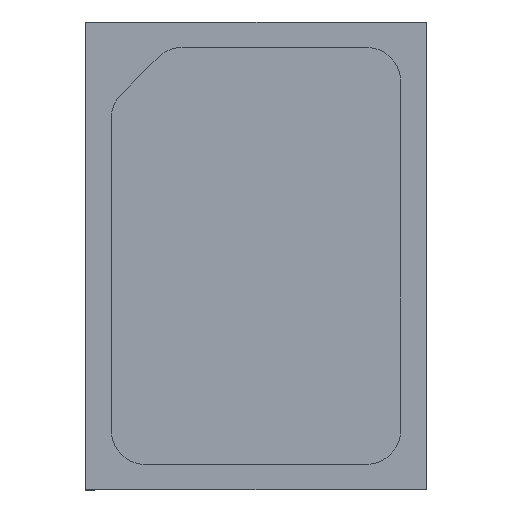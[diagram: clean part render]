
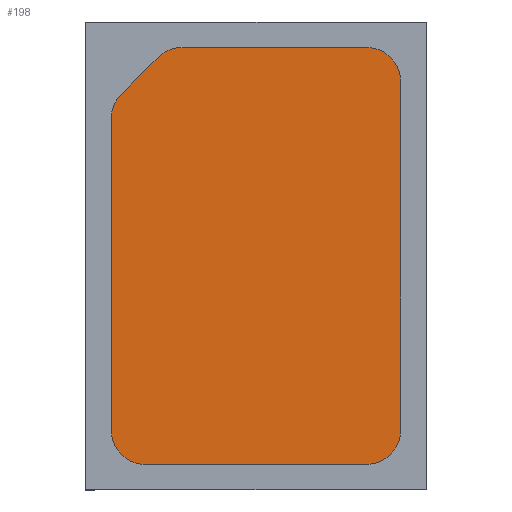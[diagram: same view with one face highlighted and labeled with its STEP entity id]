
A CAD part, top view. The second image highlights one B-rep face of the part: STEP entity #198.
In plain terms, the highlighted planar face has unit normal (0, 0, 1).
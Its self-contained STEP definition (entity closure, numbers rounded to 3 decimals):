
#10 = CARTESIAN_POINT ( 'NONE',  ( -0.85, 0., 0. ) ) ;
#25 = ORIENTED_EDGE ( 'NONE', *, *, #1048, .T. ) ;
#64 = DIRECTION ( 'NONE',  ( 1., 0., 0. ) ) ;
#73 = LINE ( 'NONE', #714, #240 ) ;
#85 = CARTESIAN_POINT ( 'NONE',  ( -0.85, 0.809, 0. ) ) ;
#106 = CARTESIAN_POINT ( 'NONE',  ( -0.791, 0.951, 0. ) ) ;
#129 = CARTESIAN_POINT ( 'NONE',  ( -0.434, 1.225, 0. ) ) ;
#176 = B_SPLINE_CURVE_WITH_KNOTS ( 'NONE', 3,
 ( #106, #429, #355, #493 ),
 .UNSPECIFIED., .F., .F.,
 ( 4, 4 ),
 ( 0., 1. ),
 .UNSPECIFIED. ) ;
#191 = VERTEX_POINT ( 'NONE', #468 ) ;
#198 = ADVANCED_FACE ( 'NONE', ( #392 ), #555, .T. ) ;
#208 = CARTESIAN_POINT ( 'NONE',  ( -0.65, -1.225, 0. ) ) ;
#212 = VECTOR ( 'NONE', #585, 1000. ) ;
#215 = EDGE_CURVE ( 'NONE', #1000, #1032, #1064, .T. ) ;
#217 = CARTESIAN_POINT ( 'NONE',  ( 0.85, 1.025, 0. ) ) ;
#218 = CARTESIAN_POINT ( 'NONE',  ( -0.65, -1.225, 0. ) ) ;
#229 = CARTESIAN_POINT ( 'NONE',  ( 0., -1.225, 0. ) ) ;
#231 = VERTEX_POINT ( 'NONE', #977 ) ;
#240 = VECTOR ( 'NONE', #471, 1000. ) ;
#264 = DIRECTION ( 'NONE',  ( -1., 0., 0. ) ) ;
#265 = VERTEX_POINT ( 'NONE', #742 ) ;
#268 = ORIENTED_EDGE ( 'NONE', *, *, #393, .T. ) ;
#297 = VECTOR ( 'NONE', #1007, 1000. ) ;
#301 = CARTESIAN_POINT ( 'NONE',  ( -0.537, 1.205, 0. ) ) ;
#337 = CARTESIAN_POINT ( 'NONE',  ( -0.791, 0.951, 0. ) ) ;
#340 = VERTEX_POINT ( 'NONE', #847 ) ;
#345 = EDGE_CURVE ( 'NONE', #379, #925, #176, .T. ) ;
#355 = CARTESIAN_POINT ( 'NONE',  ( -0.85, 0.864, 0. ) ) ;
#369 = ORIENTED_EDGE ( 'NONE', *, *, #750, .T. ) ;
#372 = CARTESIAN_POINT ( 'NONE',  ( 0.65, -1.225, 0. ) ) ;
#379 = VERTEX_POINT ( 'NONE', #337 ) ;
#388 = CARTESIAN_POINT ( 'NONE',  ( 0.83, -1.128, 0. ) ) ;
#391 = CARTESIAN_POINT ( 'NONE',  ( -0.706, -1.225, 0. ) ) ;
#392 = FACE_OUTER_BOUND ( 'NONE', #1057, .T. ) ;
#393 = EDGE_CURVE ( 'NONE', #265, #660, #779, .T. ) ;
#413 = VECTOR ( 'NONE', #560, 1000. ) ;
#429 = CARTESIAN_POINT ( 'NONE',  ( -0.83, 0.912, 0. ) ) ;
#430 = AXIS2_PLACEMENT_3D ( 'NONE', #804, #893, #64 ) ;
#454 = ORIENTED_EDGE ( 'NONE', *, *, #215, .T. ) ;
#461 = CARTESIAN_POINT ( 'NONE',  ( 0.705, -1.225, 0. ) ) ;
#466 = CARTESIAN_POINT ( 'NONE',  ( 0.753, 1.205, 0. ) ) ;
#468 = CARTESIAN_POINT ( 'NONE',  ( -0.434, 1.225, 0. ) ) ;
#471 = DIRECTION ( 'NONE',  ( -0.707, -0.707, 0. ) ) ;
#481 = CARTESIAN_POINT ( 'NONE',  ( 0.83, 1.127, 0. ) ) ;
#493 = CARTESIAN_POINT ( 'NONE',  ( -0.85, 0.809, 0. ) ) ;
#502 = CARTESIAN_POINT ( 'NONE',  ( 0.85, 1.025, 0. ) ) ;
#506 = ORIENTED_EDGE ( 'NONE', *, *, #345, .T. ) ;
#549 = CARTESIAN_POINT ( 'NONE',  ( 0.752, -1.205, 0. ) ) ;
#555 = PLANE ( 'NONE',  #430 ) ;
#560 = DIRECTION ( 'NONE',  ( 1., 0., 0. ) ) ;
#561 = EDGE_CURVE ( 'NONE', #231, #379, #73, .T. ) ;
#572 = B_SPLINE_CURVE_WITH_KNOTS ( 'NONE', 3,
 ( #129, #960, #301, #1023 ),
 .UNSPECIFIED., .F., .F.,
 ( 4, 4 ),
 ( 0., 1. ),
 .UNSPECIFIED. ) ;
#585 = DIRECTION ( 'NONE',  ( 0., -1., 0. ) ) ;
#598 = ORIENTED_EDGE ( 'NONE', *, *, #1008, .T. ) ;
#602 = CARTESIAN_POINT ( 'NONE',  ( 0.85, 0., 0. ) ) ;
#623 = CARTESIAN_POINT ( 'NONE',  ( -0.85, -1.08, 0. ) ) ;
#629 = EDGE_CURVE ( 'NONE', #660, #806, #892, .T. ) ;
#632 = CARTESIAN_POINT ( 'NONE',  ( 0.65, 1.225, 0. ) ) ;
#633 = CARTESIAN_POINT ( 'NONE',  ( -0.85, -1.025, 0. ) ) ;
#637 = CARTESIAN_POINT ( 'NONE',  ( 0.85, -1.025, 0. ) ) ;
#657 = VECTOR ( 'NONE', #264, 1000. ) ;
#660 = VERTEX_POINT ( 'NONE', #502 ) ;
#671 = CARTESIAN_POINT ( 'NONE',  ( 0.65, 1.225, 0. ) ) ;
#674 = LINE ( 'NONE', #1001, #657 ) ;
#689 = ORIENTED_EDGE ( 'NONE', *, *, #629, .T. ) ;
#699 = CARTESIAN_POINT ( 'NONE',  ( 0.85, -1.081, 0. ) ) ;
#714 = CARTESIAN_POINT ( 'NONE',  ( -0.576, 1.166, 0. ) ) ;
#720 = CARTESIAN_POINT ( 'NONE',  ( 0.65, -1.225, 0. ) ) ;
#721 = EDGE_CURVE ( 'NONE', #925, #340, #1063, .T. ) ;
#726 = B_SPLINE_CURVE_WITH_KNOTS ( 'NONE', 3,
 ( #720, #461, #549, #388, #699, #637 ),
 .UNSPECIFIED., .F., .F.,
 ( 4, 2, 4 ),
 ( 0., 0.5, 1. ),
 .UNSPECIFIED. ) ;
#742 = CARTESIAN_POINT ( 'NONE',  ( 0.85, -1.025, 0. ) ) ;
#750 = EDGE_CURVE ( 'NONE', #806, #191, #674, .T. ) ;
#779 = LINE ( 'NONE', #602, #297 ) ;
#804 = CARTESIAN_POINT ( 'NONE',  ( 0., 0., 0. ) ) ;
#806 = VERTEX_POINT ( 'NONE', #671 ) ;
#847 = CARTESIAN_POINT ( 'NONE',  ( -0.85, -1.025, 0. ) ) ;
#877 = CARTESIAN_POINT ( 'NONE',  ( 0.85, 1.08, 0. ) ) ;
#878 = CARTESIAN_POINT ( 'NONE',  ( -0.83, -1.127, 0. ) ) ;
#892 = B_SPLINE_CURVE_WITH_KNOTS ( 'NONE', 3,
 ( #217, #877, #481, #466, #1051, #632 ),
 .UNSPECIFIED., .F., .F.,
 ( 4, 2, 4 ),
 ( 0., 0.5, 1. ),
 .UNSPECIFIED. ) ;
#893 = DIRECTION ( 'NONE',  ( 0., 0., 1. ) ) ;
#916 = ORIENTED_EDGE ( 'NONE', *, *, #561, .T. ) ;
#925 = VERTEX_POINT ( 'NONE', #85 ) ;
#938 = ORIENTED_EDGE ( 'NONE', *, *, #1042, .T. ) ;
#952 = CARTESIAN_POINT ( 'NONE',  ( -0.753, -1.205, 0. ) ) ;
#958 = ORIENTED_EDGE ( 'NONE', *, *, #721, .T. ) ;
#960 = CARTESIAN_POINT ( 'NONE',  ( -0.489, 1.225, 0. ) ) ;
#977 = CARTESIAN_POINT ( 'NONE',  ( -0.576, 1.166, 0. ) ) ;
#1000 = VERTEX_POINT ( 'NONE', #208 ) ;
#1001 = CARTESIAN_POINT ( 'NONE',  ( 0., 1.225, 0. ) ) ;
#1007 = DIRECTION ( 'NONE',  ( 0., 1., 0. ) ) ;
#1008 = EDGE_CURVE ( 'NONE', #1032, #265, #726, .T. ) ;
#1023 = CARTESIAN_POINT ( 'NONE',  ( -0.576, 1.166, 0. ) ) ;
#1032 = VERTEX_POINT ( 'NONE', #372 ) ;
#1042 = EDGE_CURVE ( 'NONE', #340, #1000, #1044, .T. ) ;
#1044 = B_SPLINE_CURVE_WITH_KNOTS ( 'NONE', 3,
 ( #633, #623, #878, #952, #391, #218 ),
 .UNSPECIFIED., .F., .F.,
 ( 4, 2, 4 ),
 ( 0., 0.5, 1. ),
 .UNSPECIFIED. ) ;
#1048 = EDGE_CURVE ( 'NONE', #191, #231, #572, .T. ) ;
#1051 = CARTESIAN_POINT ( 'NONE',  ( 0.706, 1.225, 0. ) ) ;
#1057 = EDGE_LOOP ( 'NONE', ( #916, #506, #958, #938, #454, #598, #268, #689, #369, #25 ) ) ;
#1063 = LINE ( 'NONE', #10, #212 ) ;
#1064 = LINE ( 'NONE', #229, #413 ) ;
